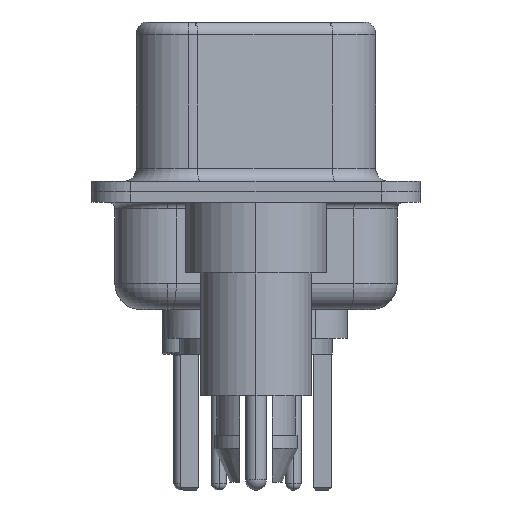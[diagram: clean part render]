
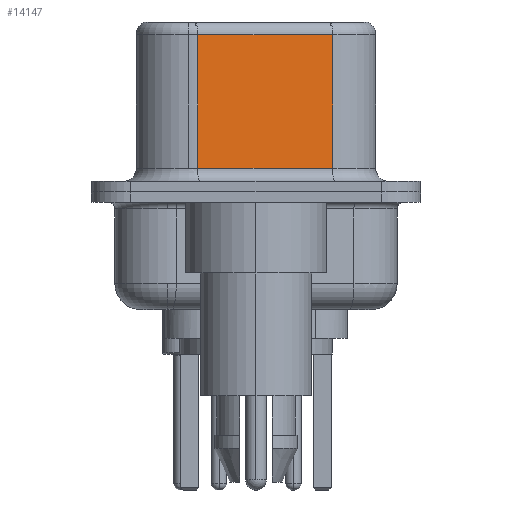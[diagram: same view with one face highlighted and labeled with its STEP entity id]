
A CAD part, left-side view. The second image highlights one B-rep face of the part: STEP entity #14147.
In plain terms, the highlighted planar face has unit normal (-0.985, -0.174, 0).
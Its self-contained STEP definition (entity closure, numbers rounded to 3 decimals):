
#456 = CARTESIAN_POINT ( 'NONE',  ( 4.58, -2.927, 6.02 ) ) ;
#3232 = LINE ( 'NONE', #4258, #7464 ) ;
#3469 = VECTOR ( 'NONE', #5937, 1000. ) ;
#3995 = DIRECTION ( 'NONE',  ( -0.174, 0.985, 0. ) ) ;
#4131 = CARTESIAN_POINT ( 'NONE',  ( 4.58, -2.927, 6.52 ) ) ;
#4258 = CARTESIAN_POINT ( 'NONE',  ( 4.58, -2.927, 0.9 ) ) ;
#4855 = VECTOR ( 'NONE', #15590, 1000. ) ;
#5347 = CARTESIAN_POINT ( 'NONE',  ( 3.67, 2.233, 6.02 ) ) ;
#5423 = LINE ( 'NONE', #13731, #4855 ) ;
#5850 = CARTESIAN_POINT ( 'NONE',  ( 4.58, -2.927, 6.52 ) ) ;
#5937 = DIRECTION ( 'NONE',  ( 0., 0., -1. ) ) ;
#5967 = VECTOR ( 'NONE', #3995, 1000. ) ;
#6075 = DIRECTION ( 'NONE',  ( 0.174, -0.985, 0. ) ) ;
#6645 = VERTEX_POINT ( 'NONE', #456 ) ;
#7000 = ORIENTED_EDGE ( 'NONE', *, *, #18194, .T. ) ;
#7464 = VECTOR ( 'NONE', #6075, 1000. ) ;
#8280 = LINE ( 'NONE', #5850, #3469 ) ;
#8722 = VERTEX_POINT ( 'NONE', #5347 ) ;
#9369 = CARTESIAN_POINT ( 'NONE',  ( 3.67, 2.233, 0.9 ) ) ;
#9572 = DIRECTION ( 'NONE',  ( 0.985, 0.174, 0. ) ) ;
#10296 = AXIS2_PLACEMENT_3D ( 'NONE', #4131, #9572, #22551 ) ;
#12849 = EDGE_CURVE ( 'NONE', #13446, #18807, #3232, .T. ) ;
#13078 = ORIENTED_EDGE ( 'NONE', *, *, #14291, .T. ) ;
#13446 = VERTEX_POINT ( 'NONE', #9369 ) ;
#13731 = CARTESIAN_POINT ( 'NONE',  ( 3.67, 2.233, 6.52 ) ) ;
#14125 = EDGE_CURVE ( 'NONE', #6645, #18807, #8280, .T. ) ;
#14147 = ADVANCED_FACE ( 'NONE', ( #23644 ), #20674, .F. ) ;
#14291 = EDGE_CURVE ( 'NONE', #8722, #13446, #5423, .T. ) ;
#14358 = EDGE_LOOP ( 'NONE', ( #22563, #7000, #13078, #14699 ) ) ;
#14699 = ORIENTED_EDGE ( 'NONE', *, *, #12849, .T. ) ;
#14972 = CARTESIAN_POINT ( 'NONE',  ( 4.58, -2.927, 6.02 ) ) ;
#15590 = DIRECTION ( 'NONE',  ( 0., 0., -1. ) ) ;
#15761 = LINE ( 'NONE', #14972, #5967 ) ;
#18194 = EDGE_CURVE ( 'NONE', #6645, #8722, #15761, .T. ) ;
#18807 = VERTEX_POINT ( 'NONE', #20426 ) ;
#20426 = CARTESIAN_POINT ( 'NONE',  ( 4.58, -2.927, 0.9 ) ) ;
#20674 = PLANE ( 'NONE',  #10296 ) ;
#22551 = DIRECTION ( 'NONE',  ( -0.174, 0.985, 0. ) ) ;
#22563 = ORIENTED_EDGE ( 'NONE', *, *, #14125, .F. ) ;
#23644 = FACE_OUTER_BOUND ( 'NONE', #14358, .T. ) ;
